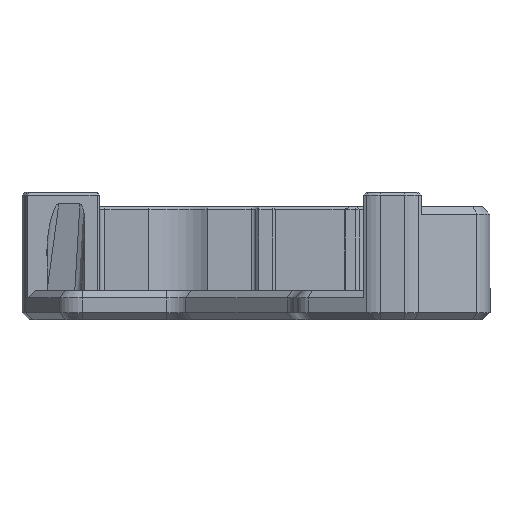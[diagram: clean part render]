
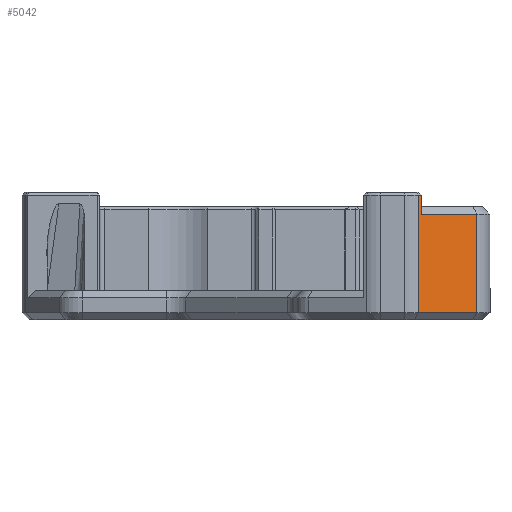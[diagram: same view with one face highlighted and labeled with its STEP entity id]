
A CAD part, front view. The second image highlights one B-rep face of the part: STEP entity #5042.
In plain terms, the highlighted planar face has unit normal (0.5, -0.866, 0).
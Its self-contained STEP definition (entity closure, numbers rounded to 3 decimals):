
#184 = LINE ( 'NONE', #4667, #9899 ) ;
#295 = CARTESIAN_POINT ( 'NONE',  ( 30.625, -34.175, 10.85 ) ) ;
#504 = CARTESIAN_POINT ( 'NONE',  ( 27.632, -35.903, 10.85 ) ) ;
#524 = LINE ( 'NONE', #6362, #11392 ) ;
#632 = VECTOR ( 'NONE', #5503, 1000. ) ;
#650 = VERTEX_POINT ( 'NONE', #14469 ) ;
#1194 = VERTEX_POINT ( 'NONE', #295 ) ;
#1596 = DIRECTION ( 'NONE',  ( 0., 0., 1. ) ) ;
#1859 = DIRECTION ( 'NONE',  ( 0., 0., -1. ) ) ;
#2030 = EDGE_CURVE ( 'NONE', #1194, #16303, #7870, .T. ) ;
#2124 = VERTEX_POINT ( 'NONE', #3290 ) ;
#2130 = CARTESIAN_POINT ( 'NONE',  ( 24.638, -37.632, 6.775 ) ) ;
#3009 = FACE_OUTER_BOUND ( 'NONE', #16730, .T. ) ;
#3281 = EDGE_CURVE ( 'NONE', #650, #2124, #3611, .T. ) ;
#3290 = CARTESIAN_POINT ( 'NONE',  ( 24.638, -37.632, 0.75 ) ) ;
#3384 = DIRECTION ( 'NONE',  ( -0.866, -0.5, 0. ) ) ;
#3392 = LINE ( 'NONE', #9216, #7658 ) ;
#3611 = LINE ( 'NONE', #12687, #632 ) ;
#4440 = DIRECTION ( 'NONE',  ( 0.5, -0.866, 0. ) ) ;
#4667 = CARTESIAN_POINT ( 'NONE',  ( 30.625, -34.175, 6.775 ) ) ;
#4913 = DIRECTION ( 'NONE',  ( -0.866, -0.5, 0. ) ) ;
#5042 = ADVANCED_FACE ( 'NONE', ( #3009 ), #12596, .T. ) ;
#5414 = CARTESIAN_POINT ( 'NONE',  ( 24.629, -37.637, 0.74 ) ) ;
#5503 = DIRECTION ( 'NONE',  ( -0.866, -0.5, 0. ) ) ;
#6243 = CARTESIAN_POINT ( 'NONE',  ( 24.95, -37.452, 12.8 ) ) ;
#6362 = CARTESIAN_POINT ( 'NONE',  ( 27.632, -35.903, 12.8 ) ) ;
#6853 = EDGE_CURVE ( 'NONE', #18354, #13947, #524, .T. ) ;
#7310 = DIRECTION ( 'NONE',  ( 0.866, 0.5, 0. ) ) ;
#7311 = ORIENTED_EDGE ( 'NONE', *, *, #17429, .T. ) ;
#7658 = VECTOR ( 'NONE', #1596, 1000. ) ;
#7821 = ORIENTED_EDGE ( 'NONE', *, *, #8003, .T. ) ;
#7870 = LINE ( 'NONE', #504, #7923 ) ;
#7923 = VECTOR ( 'NONE', #3384, 1000. ) ;
#8003 = EDGE_CURVE ( 'NONE', #650, #1194, #184, .T. ) ;
#8788 = DIRECTION ( 'NONE',  ( 0., 0., 1. ) ) ;
#9117 = LINE ( 'NONE', #2130, #10015 ) ;
#9216 = CARTESIAN_POINT ( 'NONE',  ( 24.95, -37.452, 6.775 ) ) ;
#9581 = ORIENTED_EDGE ( 'NONE', *, *, #6853, .T. ) ;
#9648 = ORIENTED_EDGE ( 'NONE', *, *, #3281, .F. ) ;
#9899 = VECTOR ( 'NONE', #8788, 1000. ) ;
#10015 = VECTOR ( 'NONE', #1859, 1000. ) ;
#10209 = EDGE_CURVE ( 'NONE', #13947, #2124, #9117, .T. ) ;
#11392 = VECTOR ( 'NONE', #4913, 1000. ) ;
#12596 = PLANE ( 'NONE',  #18403 ) ;
#12687 = CARTESIAN_POINT ( 'NONE',  ( 30.625, -34.175, 0.75 ) ) ;
#13947 = VERTEX_POINT ( 'NONE', #14177 ) ;
#14177 = CARTESIAN_POINT ( 'NONE',  ( 24.638, -37.632, 12.8 ) ) ;
#14203 = CARTESIAN_POINT ( 'NONE',  ( 24.95, -37.452, 10.85 ) ) ;
#14469 = CARTESIAN_POINT ( 'NONE',  ( 30.625, -34.175, 0.75 ) ) ;
#15260 = ORIENTED_EDGE ( 'NONE', *, *, #2030, .T. ) ;
#16303 = VERTEX_POINT ( 'NONE', #14203 ) ;
#16730 = EDGE_LOOP ( 'NONE', ( #15260, #7311, #9581, #16970, #9648, #7821 ) ) ;
#16970 = ORIENTED_EDGE ( 'NONE', *, *, #10209, .T. ) ;
#17429 = EDGE_CURVE ( 'NONE', #16303, #18354, #3392, .T. ) ;
#18354 = VERTEX_POINT ( 'NONE', #6243 ) ;
#18403 = AXIS2_PLACEMENT_3D ( 'NONE', #5414, #4440, #7310 ) ;
